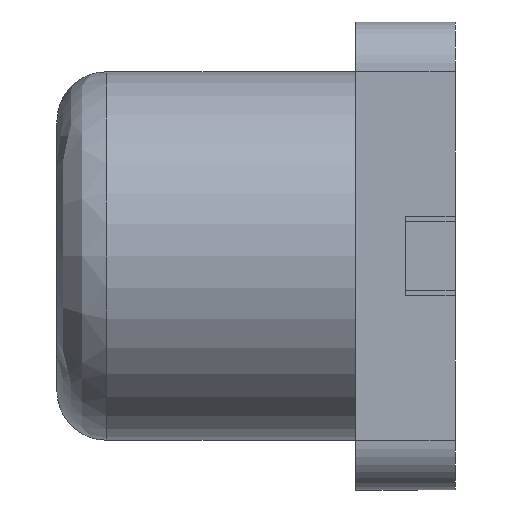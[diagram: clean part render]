
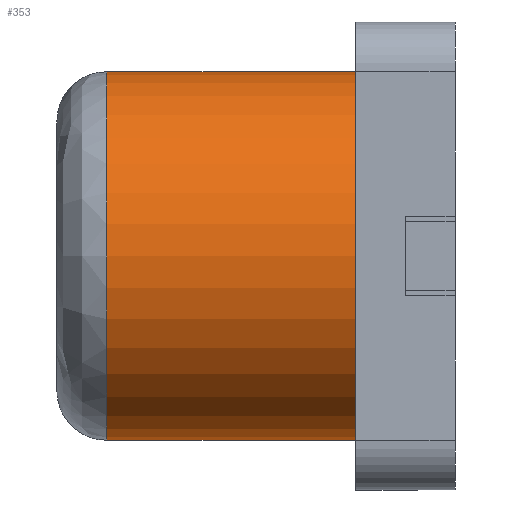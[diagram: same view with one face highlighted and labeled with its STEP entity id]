
A CAD part, left-side view. The second image highlights one B-rep face of the part: STEP entity #353.
In plain terms, the highlighted cylindrical face has radius 1.85 mm (diameter 3.7 mm), a partial arc.
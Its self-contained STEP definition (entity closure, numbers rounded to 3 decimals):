
#18 = LINE ( 'NONE', #756, #1119 ) ;
#34 = DIRECTION ( 'NONE',  ( 0., -1., 0. ) ) ;
#214 = VECTOR ( 'NONE', #34, 1000. ) ;
#240 = CARTESIAN_POINT ( 'NONE',  ( -3.25, 3.5, -1.85 ) ) ;
#333 = CARTESIAN_POINT ( 'NONE',  ( -3.25, 1., 1.85 ) ) ;
#353 = ADVANCED_FACE ( 'NONE', ( #697 ), #728, .T. ) ;
#399 = AXIS2_PLACEMENT_3D ( 'NONE', #1133, #1868, #946 ) ;
#532 = DIRECTION ( 'NONE',  ( 0., -1., 0. ) ) ;
#560 = CARTESIAN_POINT ( 'NONE',  ( -3.25, 4., 0. ) ) ;
#568 = LINE ( 'NONE', #1662, #214 ) ;
#697 = FACE_OUTER_BOUND ( 'NONE', #912, .T. ) ;
#711 = CARTESIAN_POINT ( 'NONE',  ( -3.25, 1., -1.85 ) ) ;
#727 = ORIENTED_EDGE ( 'NONE', *, *, #2069, .T. ) ;
#728 = CYLINDRICAL_SURFACE ( 'NONE', #1686, 1.85 ) ;
#756 = CARTESIAN_POINT ( 'NONE',  ( -3.25, 4., 1.85 ) ) ;
#774 = EDGE_CURVE ( 'NONE', #2098, #1374, #568, .T. ) ;
#912 = EDGE_LOOP ( 'NONE', ( #2335, #1966, #1593, #727 ) ) ;
#946 = DIRECTION ( 'NONE',  ( 0., 0., -1. ) ) ;
#977 = VERTEX_POINT ( 'NONE', #333 ) ;
#1100 = EDGE_CURVE ( 'NONE', #977, #2305, #18, .T. ) ;
#1111 = EDGE_CURVE ( 'NONE', #977, #1374, #1411, .T. ) ;
#1119 = VECTOR ( 'NONE', #1477, 1000. ) ;
#1133 = CARTESIAN_POINT ( 'NONE',  ( -3.25, 1., 0. ) ) ;
#1257 = CARTESIAN_POINT ( 'NONE',  ( -3.25, 3.5, 0. ) ) ;
#1374 = VERTEX_POINT ( 'NONE', #711 ) ;
#1400 = DIRECTION ( 'NONE',  ( 0., 0., -1. ) ) ;
#1411 = CIRCLE ( 'NONE', #399, 1.85 ) ;
#1477 = DIRECTION ( 'NONE',  ( 0., 1., 0. ) ) ;
#1593 = ORIENTED_EDGE ( 'NONE', *, *, #1100, .T. ) ;
#1662 = CARTESIAN_POINT ( 'NONE',  ( -3.25, 4., -1.85 ) ) ;
#1686 = AXIS2_PLACEMENT_3D ( 'NONE', #560, #1824, #1400 ) ;
#1735 = CIRCLE ( 'NONE', #2128, 1.85 ) ;
#1824 = DIRECTION ( 'NONE',  ( 0., -1., 0. ) ) ;
#1868 = DIRECTION ( 'NONE',  ( 0., -1., 0. ) ) ;
#1966 = ORIENTED_EDGE ( 'NONE', *, *, #1111, .F. ) ;
#1991 = DIRECTION ( 'NONE',  ( 0., 0., -1. ) ) ;
#2069 = EDGE_CURVE ( 'NONE', #2305, #2098, #1735, .T. ) ;
#2098 = VERTEX_POINT ( 'NONE', #240 ) ;
#2128 = AXIS2_PLACEMENT_3D ( 'NONE', #1257, #532, #1991 ) ;
#2305 = VERTEX_POINT ( 'NONE', #2315 ) ;
#2315 = CARTESIAN_POINT ( 'NONE',  ( -3.25, 3.5, 1.85 ) ) ;
#2335 = ORIENTED_EDGE ( 'NONE', *, *, #774, .T. ) ;
